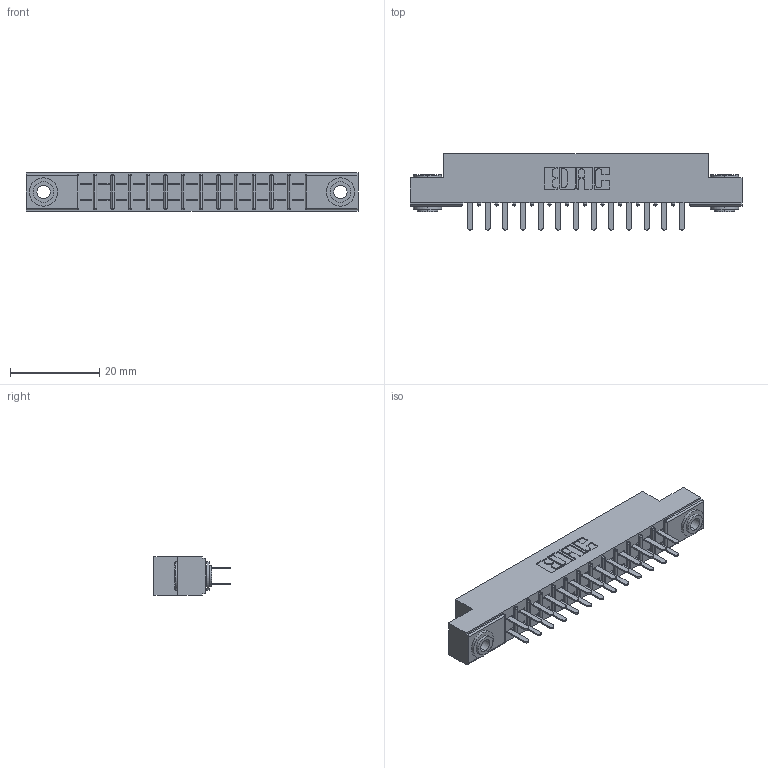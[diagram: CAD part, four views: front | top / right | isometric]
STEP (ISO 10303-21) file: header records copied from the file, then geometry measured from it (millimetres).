
FILE_DESCRIPTION (( 'STEP AP203' ), '1' );
FILE_NAME ('315-026-520-203.STEP', '2019-09-10T14:51:35', ( '' ), ( '' ), 'SwSTEP 2.0', 'SolidWorks 2016', '' );
FILE_SCHEMA (( 'CONFIG_CONTROL_DESIGN' ));
Length unit declared in the file: inch
Products named in the file (4): 305-290-001_520; 305 Part_.156 Dia; 315-026-520-203; 345-250-002_345-250-002-102
Assembly tree (29 placements, depth 2):
  315-026-520-203
    305 Part_.156 Dia
    305-290-001_520  x26
    345-250-002_345-250-002-102  x2
Bounding box: 74.52 x 17.09 x 8.71 mm (x, y, z)
Volume: 4690.7 mm3; surface area: 8584.8 mm2
Topology: 29 solids, 29 shells, 1364 faces, 3847 edges, 2490 vertices
Faces by surface type: plane 794, cylinder 510, sphere 52, cone 8
Entity records: 18551 total; most frequent: CARTESIAN_POINT 3050, ORIENTED_EDGE 3014, DIRECTION 2989, EDGE_CURVE 1507, VECTOR 1179, LINE 1179, VERTEX_POINT 966, AXIS2_PLACEMENT_3D 905
